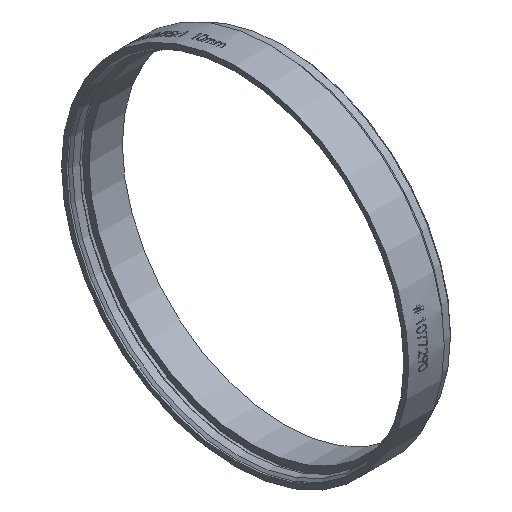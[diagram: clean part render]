
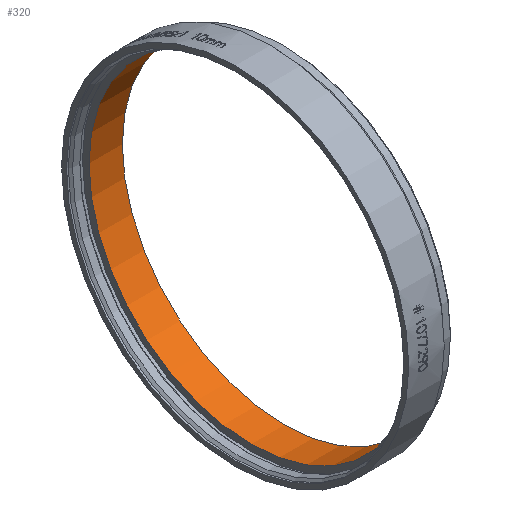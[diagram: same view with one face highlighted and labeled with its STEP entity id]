
A CAD part, isometric view. The second image highlights one B-rep face of the part: STEP entity #320.
In plain terms, the highlighted cylindrical face has radius 45.75 mm (diameter 91.5 mm), a full revolution.
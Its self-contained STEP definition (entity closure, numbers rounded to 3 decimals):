
#119=CIRCLE('',#3066,45.75);
#120=CIRCLE('',#3068,45.75);
#227=FACE_BOUND('',#620,.T.);
#228=FACE_BOUND('',#621,.T.);
#320=ADVANCED_FACE('',(#227,#228),#402,.F.);
#402=CYLINDRICAL_SURFACE('',#3069,45.75);
#620=EDGE_LOOP('',(#1564));
#621=EDGE_LOOP('',(#1565));
#1564=ORIENTED_EDGE('',*,*,#2516,.F.);
#1565=ORIENTED_EDGE('',*,*,#2515,.T.);
#2043=VERTEX_POINT('',#6192);
#2044=VERTEX_POINT('',#6195);
#2515=EDGE_CURVE('',#2043,#2043,#119,.T.);
#2516=EDGE_CURVE('',#2044,#2044,#120,.T.);
#3066=AXIS2_PLACEMENT_3D('',#6191,#3255,#3256);
#3068=AXIS2_PLACEMENT_3D('',#6194,#3259,#3260);
#3069=AXIS2_PLACEMENT_3D('',#6196,#3261,#3262);
#3255=DIRECTION('',(-1.,0.,0.));
#3256=DIRECTION('',(0.,0.,1.));
#3259=DIRECTION('',(-1.,0.,0.));
#3260=DIRECTION('',(0.,0.,1.));
#3261=DIRECTION('',(-1.,0.,0.));
#3262=DIRECTION('',(0.,0.,1.));
#6191=CARTESIAN_POINT('',(4.5,0.,0.));
#6192=CARTESIAN_POINT('',(4.5,0.,45.75));
#6194=CARTESIAN_POINT('',(13.9,0.,0.));
#6195=CARTESIAN_POINT('',(13.9,0.,45.75));
#6196=CARTESIAN_POINT('',(0.,0.,0.));
